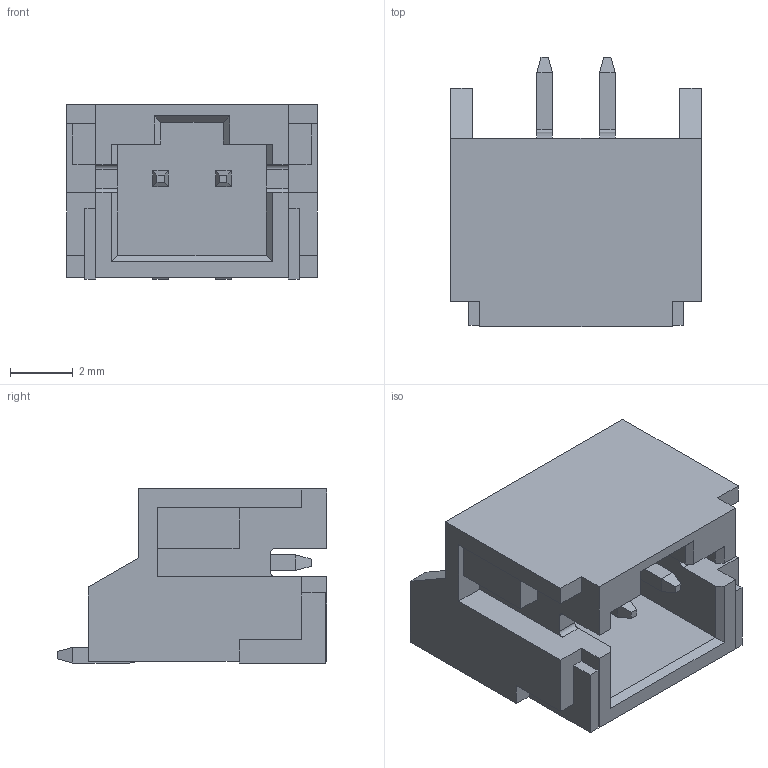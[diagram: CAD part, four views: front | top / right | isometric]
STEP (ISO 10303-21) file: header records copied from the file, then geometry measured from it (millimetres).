
FILE_DESCRIPTION (( 'STEP AP214' ), '1' );
FILE_NAME ('CONN-SMD_PH-2AWB.step', '2022-08-01T08:31:41', ( '' ), ( '' ), 'SwSTEP 2.0', 'SolidWorks 2020', '' );
FILE_SCHEMA (( 'AUTOMOTIVE_DESIGN' ));
Length unit declared in the file: millimetre
Products named in the file (1): CONN-SMD_PH-2AWB
Bounding box: 8 x 8.6 x 5.55 mm (x, y, z)
Volume: 175.7 mm3; surface area: 381.5 mm2
Topology: 14 solids, 14 shells, 408 faces, 1083 edges, 714 vertices
Faces by surface type: plane 286, bspline 112, cylinder 10
Entity records: 17723 total; most frequent: CARTESIAN_POINT 4310, ORIENTED_EDGE 2166, DIRECTION 1469, EDGE_CURVE 1083, LINE 835, VECTOR 835, VERTEX_POINT 714, EDGE_LOOP 431
